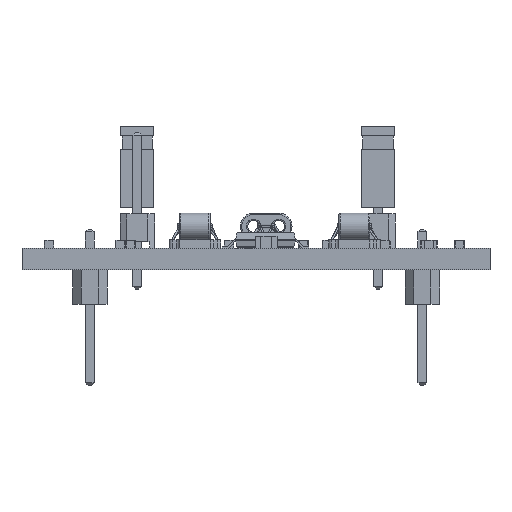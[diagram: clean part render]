
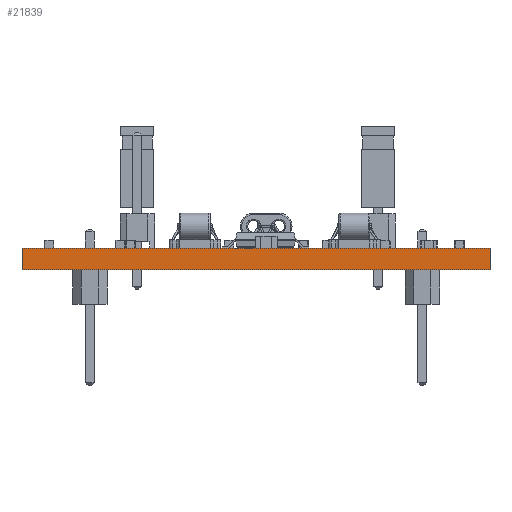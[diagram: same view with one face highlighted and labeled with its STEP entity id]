
A CAD part, front view. The second image highlights one B-rep face of the part: STEP entity #21839.
In plain terms, the highlighted planar face has unit normal (0, -1, 0).
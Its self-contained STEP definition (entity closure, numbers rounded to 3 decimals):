
#1016=PLANE('',#23393);
#1950=FACE_OUTER_BOUND('',#3245,.T.);
#3245=EDGE_LOOP('',(#15368,#15369,#15370,#15371));
#4672=LINE('',#32066,#7075);
#4673=LINE('',#32069,#7076);
#4674=LINE('',#32071,#7077);
#4675=LINE('',#32072,#7078);
#7075=VECTOR('',#25615,10.);
#7076=VECTOR('',#25618,10.);
#7077=VECTOR('',#25619,10.);
#7078=VECTOR('',#25620,10.);
#10163=VERTEX_POINT('',#32062);
#10164=VERTEX_POINT('',#32064);
#10165=VERTEX_POINT('',#32068);
#10166=VERTEX_POINT('',#32070);
#12183=EDGE_CURVE('',#10163,#10164,#4672,.T.);
#12184=EDGE_CURVE('',#10165,#10163,#4673,.T.);
#12185=EDGE_CURVE('',#10166,#10164,#4674,.T.);
#12186=EDGE_CURVE('',#10165,#10166,#4675,.T.);
#15368=ORIENTED_EDGE('',*,*,#12184,.T.);
#15369=ORIENTED_EDGE('',*,*,#12183,.T.);
#15370=ORIENTED_EDGE('',*,*,#12185,.F.);
#15371=ORIENTED_EDGE('',*,*,#12186,.F.);
#21839=ADVANCED_FACE('',(#1950),#1016,.T.);
#23393=AXIS2_PLACEMENT_3D('',#32067,#25616,#25617);
#25615=DIRECTION('',(0.,0.,1.));
#25616=DIRECTION('center_axis',(0.,-1.,0.));
#25617=DIRECTION('ref_axis',(1.,0.,0.));
#25618=DIRECTION('',(1.,0.,0.));
#25619=DIRECTION('',(1.,0.,0.));
#25620=DIRECTION('',(0.,0.,1.));
#32062=CARTESIAN_POINT('',(34.5,0.,0.));
#32064=CARTESIAN_POINT('',(34.5,0.,1.57));
#32066=CARTESIAN_POINT('',(34.5,0.,0.));
#32067=CARTESIAN_POINT('Origin',(0.,0.,0.));
#32068=CARTESIAN_POINT('',(0.,0.,0.));
#32069=CARTESIAN_POINT('',(0.,0.,0.));
#32070=CARTESIAN_POINT('',(0.,0.,1.57));
#32071=CARTESIAN_POINT('',(0.,0.,1.57));
#32072=CARTESIAN_POINT('',(0.,0.,0.));
